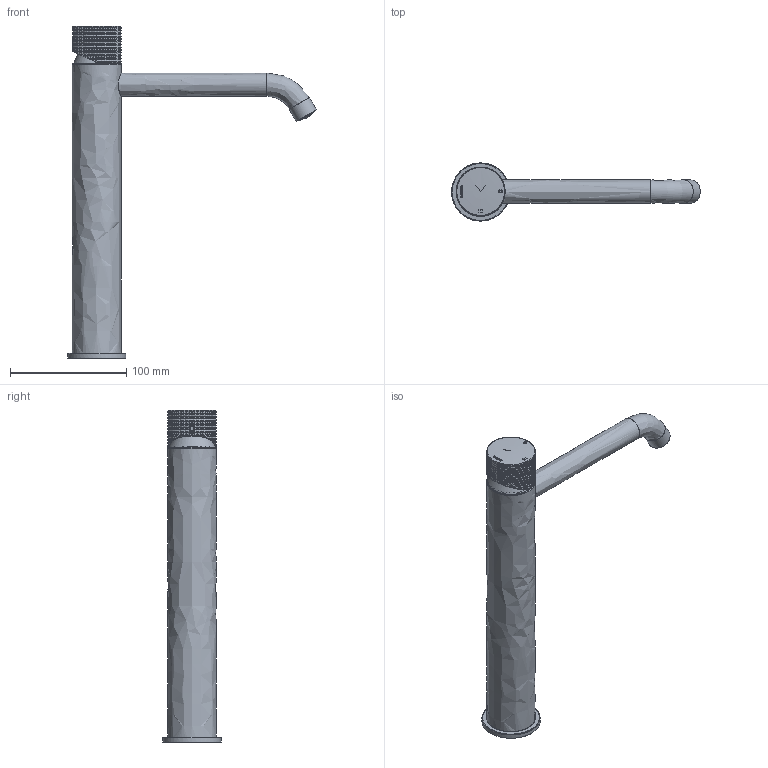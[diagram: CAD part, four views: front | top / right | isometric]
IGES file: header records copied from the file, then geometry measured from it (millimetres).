
Start section: C
Global section: file name: GY003HD-00.igs; native system: By Siemens PLM Incorporated; preprocessor: XPlus GENERIC/IGES 26.1.183; author: Author; organization: Title; date: 20241104.162342; units: millimetre
Bounding box: 213.92 x 49.96 x 285.5 mm (x, y, z)
Surface area: 101181.4 mm2 (no closed solid volume)
Topology: 0 solids, 0 shells, 4713 faces, 51456 edges, 51452 vertices
Faces by surface type: bspline 4713
